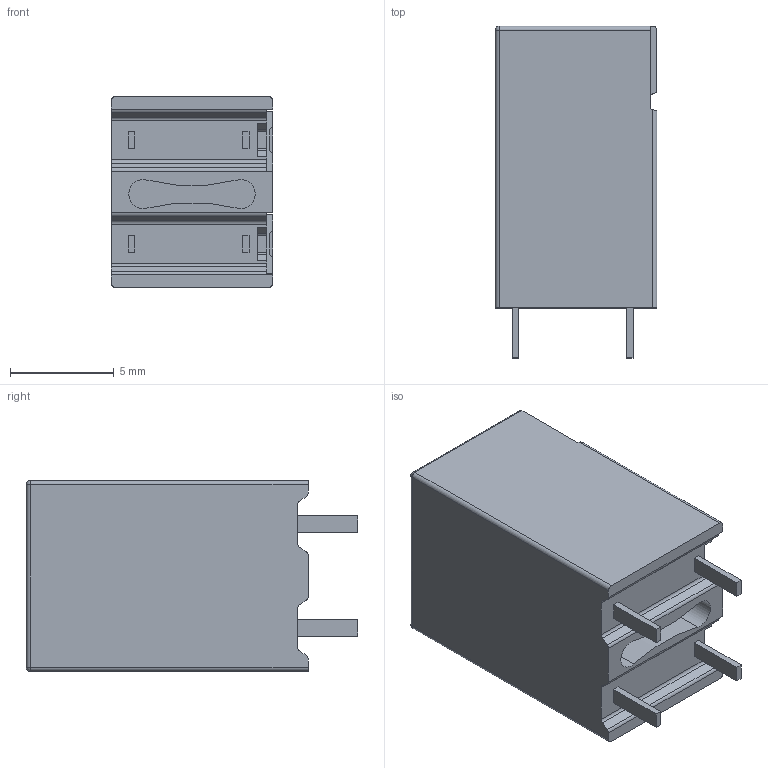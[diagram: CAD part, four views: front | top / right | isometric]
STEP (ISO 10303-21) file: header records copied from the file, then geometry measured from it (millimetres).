
FILE_DESCRIPTION(/* description */ ('STEP AP214'),/* implementation_level */ '2;1');
FILE_NAME(/* name */ '2086-3102',/* time_stamp */ '2024-07-30T12:23:48+02:00',/* author */ ('License CC BY-ND 4.0'),/* organization */ ('CADENAS'),/* preprocessor_version */ 'ST-DEVELOPER v19.3',/* originating_system */ 'PARTsolutions',/* authorisation */ ' ');
FILE_SCHEMA (('AUTOMOTIVE_DESIGN {1 0 10303 214 3 1 1}'));
Length unit declared in the file: millimetre
Products named in the file (1): 2086-3102
Bounding box: 7.8 x 16 x 9.2 mm (x, y, z)
Volume: 850.9 mm3; surface area: 821 mm2
Topology: 1 solids, 1 shells, 186 faces, 479 edges, 304 vertices
Faces by surface type: plane 137, cylinder 39, cone 8, sphere 2
Entity records: 6878 total; most frequent: CARTESIAN_POINT 968, ORIENTED_EDGE 954, DIRECTION 937, EDGE_CURVE 477, LINE 391, VECTOR 391, VERTEX_POINT 304, AXIS2_PLACEMENT_3D 273
